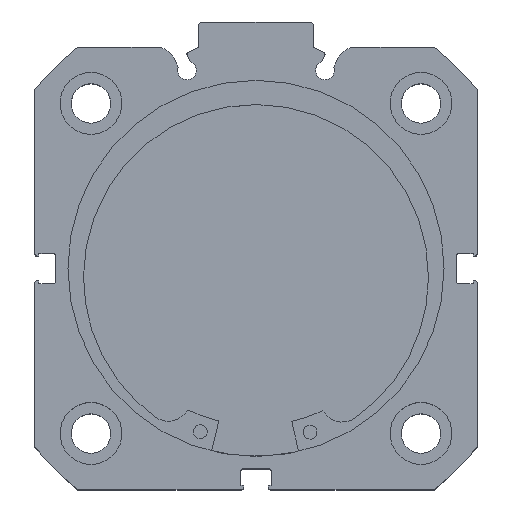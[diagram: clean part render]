
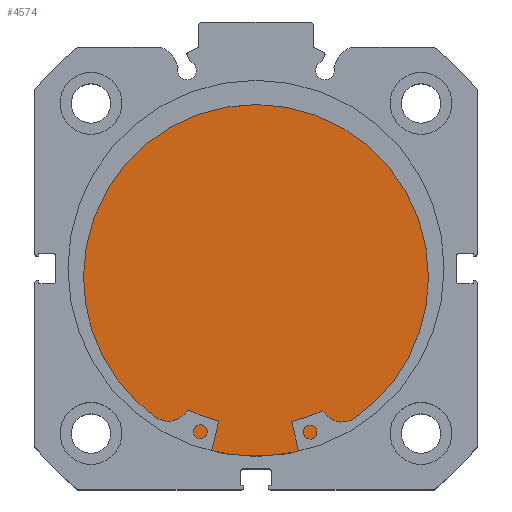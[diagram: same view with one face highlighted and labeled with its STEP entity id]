
A CAD part, top view. The second image highlights one B-rep face of the part: STEP entity #4574.
In plain terms, the highlighted face is planar.
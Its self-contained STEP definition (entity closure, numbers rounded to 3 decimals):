
#188 = EDGE_CURVE ( 'NONE', #6108, #6113, #1612, .T. ) ;
#251 = EDGE_CURVE ( 'NONE', #6113, #6108, #1723, .T. ) ;
#603 = AXIS2_PLACEMENT_3D ( 'NONE', #6552, #6569, #6586 ) ;
#647 = AXIS2_PLACEMENT_3D ( 'NONE', #906, #912, #910 ) ;
#906 = CARTESIAN_POINT ( 'NONE',  ( 12., 0., 0. ) ) ;
#910 = DIRECTION ( 'NONE',  ( 0., 0., 1. ) ) ;
#912 = DIRECTION ( 'NONE',  ( -1., 0., 0. ) ) ;
#996 = AXIS2_PLACEMENT_3D ( 'NONE', #2799, #2809, #2810 ) ;
#1248 = EDGE_LOOP ( 'NONE', ( #5370, #5379 ) ) ;
#1612 = CIRCLE ( 'NONE', #603, 41. ) ;
#1723 = CIRCLE ( 'NONE', #647, 41. ) ;
#2268 = FACE_OUTER_BOUND ( 'NONE', #1248, .T. ) ;
#2799 = CARTESIAN_POINT ( 'NONE',  ( 12., 41., 0. ) ) ;
#2804 = PLANE ( 'NONE',  #996 ) ;
#2809 = DIRECTION ( 'NONE',  ( -1., 0., 0. ) ) ;
#2810 = DIRECTION ( 'NONE',  ( 0., 0., 1. ) ) ;
#3319 = CARTESIAN_POINT ( 'NONE',  ( 12., 0., -41. ) ) ;
#3321 = CARTESIAN_POINT ( 'NONE',  ( 12., 0., 41. ) ) ;
#4574 = ADVANCED_FACE ( 'NONE', ( #2268 ), #2804, .F. ) ;
#5370 = ORIENTED_EDGE ( 'NONE', *, *, #251, .F. ) ;
#5379 = ORIENTED_EDGE ( 'NONE', *, *, #188, .F. ) ;
#6108 = VERTEX_POINT ( 'NONE', #3319 ) ;
#6113 = VERTEX_POINT ( 'NONE', #3321 ) ;
#6552 = CARTESIAN_POINT ( 'NONE',  ( 12., 0., 0. ) ) ;
#6569 = DIRECTION ( 'NONE',  ( -1., 0., 0. ) ) ;
#6586 = DIRECTION ( 'NONE',  ( 0., 0., 1. ) ) ;
